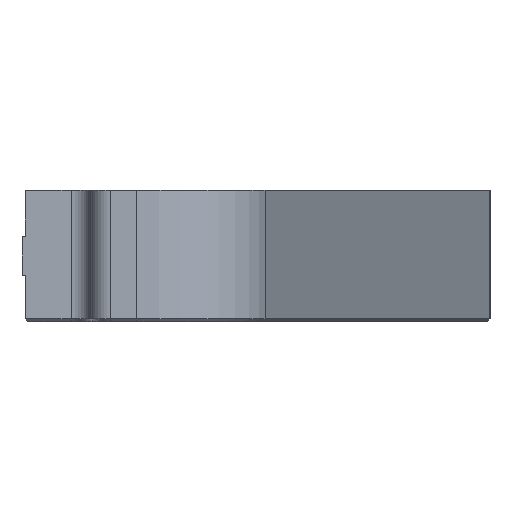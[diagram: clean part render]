
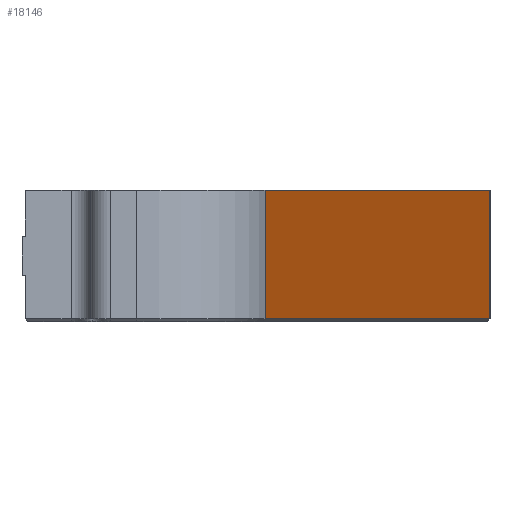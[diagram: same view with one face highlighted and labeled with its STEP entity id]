
A CAD part, front view. The second image highlights one B-rep face of the part: STEP entity #18146.
In plain terms, the highlighted planar face has unit normal (0.978, -0.208, 0).
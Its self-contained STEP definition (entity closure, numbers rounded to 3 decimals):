
#643=FACE_OUTER_BOUND('',#1658,.T.);
#1658=EDGE_LOOP('',(#12758,#12759,#12760,#12761));
#3373=LINE('',#26619,#5766);
#3400=LINE('',#26681,#5793);
#3401=LINE('',#26685,#5794);
#3402=LINE('',#26686,#5795);
#5766=VECTOR('',#21067,10.);
#5793=VECTOR('',#21130,10.);
#5794=VECTOR('',#21135,10.);
#5795=VECTOR('',#21136,10.);
#8164=VERTEX_POINT('',#26613);
#8165=VERTEX_POINT('',#26617);
#8182=VERTEX_POINT('',#26680);
#8183=VERTEX_POINT('',#26684);
#9950=EDGE_CURVE('',#8164,#8165,#3373,.T.);
#9981=EDGE_CURVE('',#8165,#8182,#3400,.T.);
#9983=EDGE_CURVE('',#8183,#8164,#3401,.T.);
#9984=EDGE_CURVE('',#8182,#8183,#3402,.T.);
#12758=ORIENTED_EDGE('',*,*,#9950,.F.);
#12759=ORIENTED_EDGE('',*,*,#9983,.F.);
#12760=ORIENTED_EDGE('',*,*,#9984,.F.);
#12761=ORIENTED_EDGE('',*,*,#9981,.F.);
#17326=PLANE('',#19074);
#18146=ADVANCED_FACE('',(#643),#17326,.T.);
#19074=AXIS2_PLACEMENT_3D('',#26683,#21133,#21134);
#21067=DIRECTION('',(-0.208,-0.978,0.));
#21130=DIRECTION('',(0.,0.,1.));
#21133=DIRECTION('center_axis',(0.978,-0.208,0.));
#21134=DIRECTION('ref_axis',(0.208,0.978,0.));
#21135=DIRECTION('',(0.,0.,-1.));
#21136=DIRECTION('',(0.208,0.978,0.));
#26613=CARTESIAN_POINT('',(60.721,-18.455,-109.6));
#26617=CARTESIAN_POINT('',(26.563,-179.158,-109.6));
#26619=CARTESIAN_POINT('',(34.351,-142.517,-109.6));
#26680=CARTESIAN_POINT('',(26.563,-179.158,-90.));
#26681=CARTESIAN_POINT('',(26.563,-179.158,-100.));
#26683=CARTESIAN_POINT('Origin',(26.563,-179.158,-100.));
#26684=CARTESIAN_POINT('',(60.721,-18.455,-90.));
#26685=CARTESIAN_POINT('',(60.721,-18.455,-100.));
#26686=CARTESIAN_POINT('',(26.563,-179.158,-90.));
